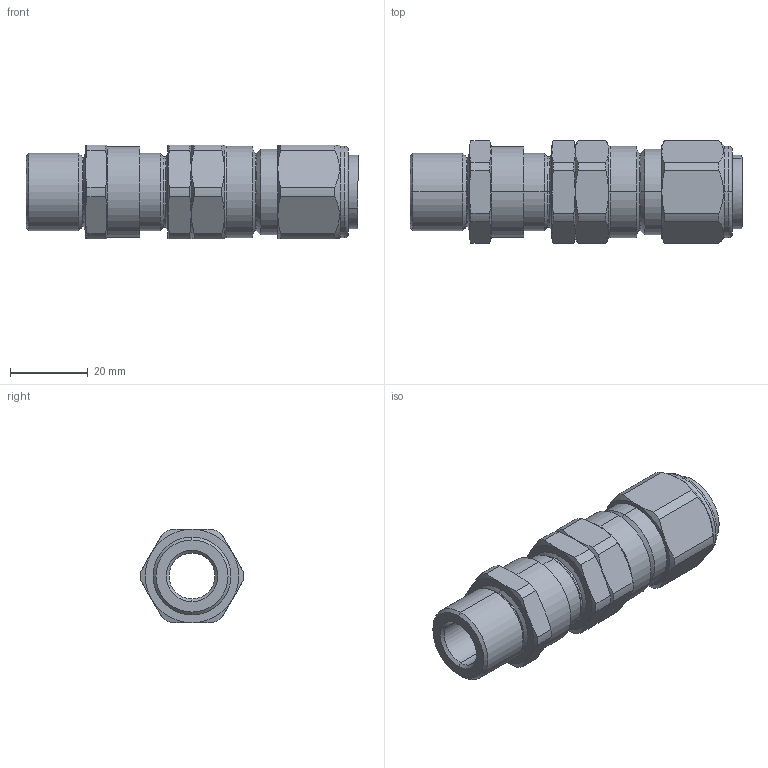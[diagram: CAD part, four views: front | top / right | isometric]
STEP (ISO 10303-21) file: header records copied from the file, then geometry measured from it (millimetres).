
FILE_DESCRIPTION (( 'STEP AP203' ), '1' );
FILE_NAME ('20SE%1RA.STEP', '2021-04-21T10:24:01', ( '' ), ( '' ), 'SwSTEP 2.0', 'SolidWorks 2017', '' );
FILE_SCHEMA (( 'CONFIG_CONTROL_DESIGN' ));
Length unit declared in the file: millimetre
Products named in the file (1): 20SE%1RA
Bounding box: 85.3 x 26.39 x 24 mm (x, y, z)
Volume: 20809.9 mm3; surface area: 11521 mm2
Topology: 1 solids, 1 shells, 139 faces, 330 edges, 202 vertices
Faces by surface type: cone 50, cylinder 48, plane 35, torus 6
Entity records: 4323 total; most frequent: CARTESIAN_POINT 1064, DIRECTION 684, ORIENTED_EDGE 660, EDGE_CURVE 330, AXIS2_PLACEMENT_3D 290, VERTEX_POINT 202, CIRCLE 150, EDGE_LOOP 150
